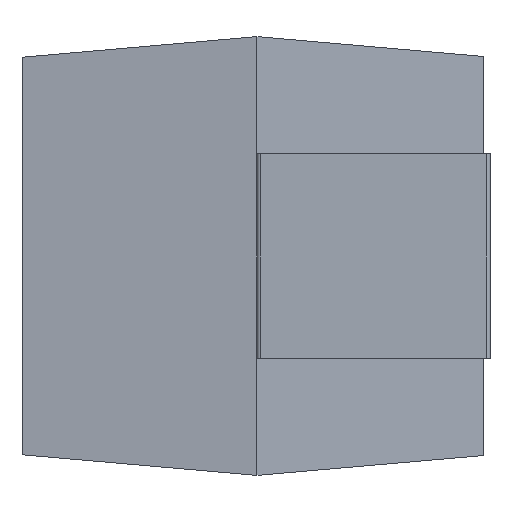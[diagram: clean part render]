
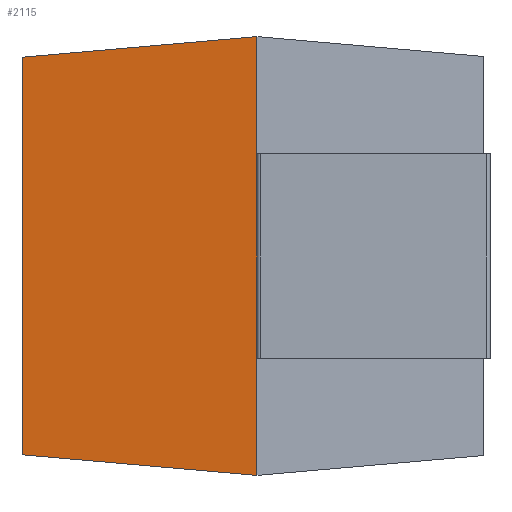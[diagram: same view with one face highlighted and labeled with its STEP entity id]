
A CAD part, left-side view. The second image highlights one B-rep face of the part: STEP entity #2115.
In plain terms, the highlighted face is planar.
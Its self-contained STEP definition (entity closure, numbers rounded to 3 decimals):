
#73 = CARTESIAN_POINT ( 'NONE',  ( 12.37, 0., 4.5 ) ) ;
#105 = CARTESIAN_POINT ( 'NONE',  ( 12.37, 0., -4.5 ) ) ;
#332 = DIRECTION ( 'NONE',  ( -0.087, 0.996, 0. ) ) ;
#348 = DIRECTION ( 'NONE',  ( 0.087, -0.992, 0.087 ) ) ;
#534 = VERTEX_POINT ( 'NONE', #105 ) ;
#536 = FACE_OUTER_BOUND ( 'NONE', #3354, .T. ) ;
#585 = VECTOR ( 'NONE', #348, 1000. ) ;
#686 = PLANE ( 'NONE',  #843 ) ;
#816 = CARTESIAN_POINT ( 'NONE',  ( 11.948, 4.82, -4.078 ) ) ;
#843 = AXIS2_PLACEMENT_3D ( 'NONE', #1187, #2072, #332 ) ;
#873 = EDGE_CURVE ( 'NONE', #3048, #534, #2982, .T. ) ;
#888 = ORIENTED_EDGE ( 'NONE', *, *, #2032, .T. ) ;
#895 = ORIENTED_EDGE ( 'NONE', *, *, #2013, .T. ) ;
#902 = CARTESIAN_POINT ( 'NONE',  ( 11.948, 4.82, 4.078 ) ) ;
#924 = CARTESIAN_POINT ( 'NONE',  ( 12.37, 0., 4.5 ) ) ;
#1010 = CARTESIAN_POINT ( 'NONE',  ( 11.948, 4.82, 4.5 ) ) ;
#1020 = VECTOR ( 'NONE', #2167, 1000. ) ;
#1187 = CARTESIAN_POINT ( 'NONE',  ( 12.37, 0., 4.5 ) ) ;
#1286 = CARTESIAN_POINT ( 'NONE',  ( 12.37, 0., -4.5 ) ) ;
#1487 = LINE ( 'NONE', #924, #585 ) ;
#1564 = CARTESIAN_POINT ( 'NONE',  ( 12.37, 0., 4.5 ) ) ;
#1595 = VECTOR ( 'NONE', #1822, 1000. ) ;
#1606 = DIRECTION ( 'NONE',  ( 0., 0., -1. ) ) ;
#1822 = DIRECTION ( 'NONE',  ( 0., 0., -1. ) ) ;
#1840 = ORIENTED_EDGE ( 'NONE', *, *, #3179, .F. ) ;
#2013 = EDGE_CURVE ( 'NONE', #3158, #3276, #1487, .T. ) ;
#2032 = EDGE_CURVE ( 'NONE', #3276, #534, #2181, .T. ) ;
#2072 = DIRECTION ( 'NONE',  ( 0.996, 0.087, 0. ) ) ;
#2115 = ADVANCED_FACE ( 'NONE', ( #536 ), #686, .T. ) ;
#2167 = DIRECTION ( 'NONE',  ( 0.087, -0.992, -0.087 ) ) ;
#2181 = LINE ( 'NONE', #73, #1595 ) ;
#2293 = VECTOR ( 'NONE', #1606, 1000. ) ;
#2982 = LINE ( 'NONE', #1286, #1020 ) ;
#3048 = VERTEX_POINT ( 'NONE', #816 ) ;
#3158 = VERTEX_POINT ( 'NONE', #902 ) ;
#3179 = EDGE_CURVE ( 'NONE', #3158, #3048, #3471, .T. ) ;
#3200 = ORIENTED_EDGE ( 'NONE', *, *, #873, .F. ) ;
#3276 = VERTEX_POINT ( 'NONE', #1564 ) ;
#3354 = EDGE_LOOP ( 'NONE', ( #888, #3200, #1840, #895 ) ) ;
#3471 = LINE ( 'NONE', #1010, #2293 ) ;
